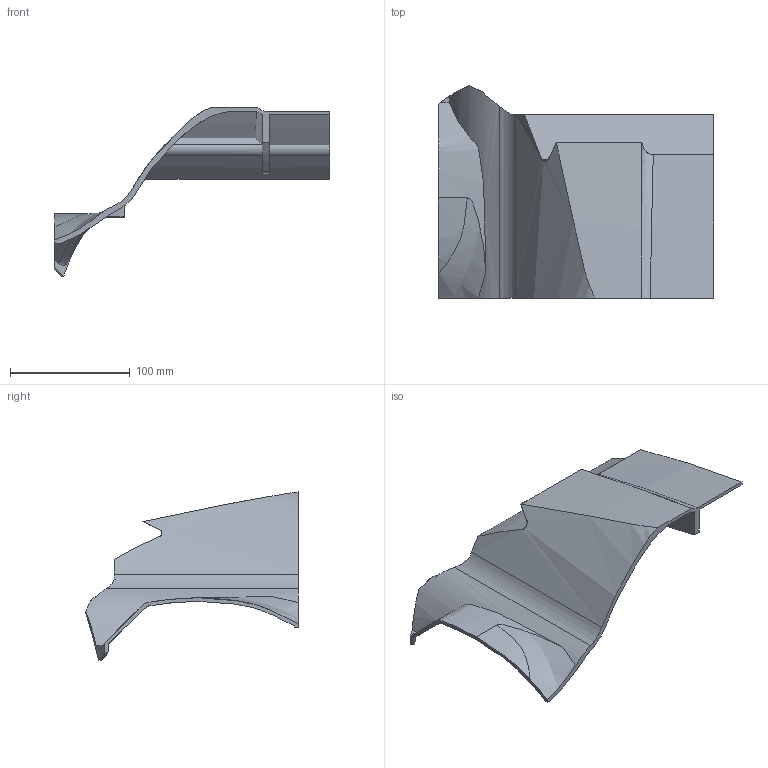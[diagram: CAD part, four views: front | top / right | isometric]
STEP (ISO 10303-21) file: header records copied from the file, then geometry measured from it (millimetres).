
FILE_DESCRIPTION(/* description */ ('Unknown'),/* implementation_level */ '2;1');
FILE_NAME(/* name */ 'Body_hinten_rechts_4row_print',/* time_stamp */ '2024-05-05T16:25:36+02:00',/* author */ ('Unknown'),/* organization */ ('Unknown'),/* preprocessor_version */ 'ST-DEVELOPER v18.104',/* originating_system */ 'Solid Edge',/* authorisation */ 'Unknown');
FILE_SCHEMA (('AUTOMOTIVE_DESIGN {1 0 10303 214 3 1 1}'));
Length unit declared in the file: millimetre
Products named in the file (1): Body_hinten_rechts_4row_print
Bounding box: 230 x 177.59 x 140.61 mm (x, y, z)
Volume: 162445.6 mm3; surface area: 105941.3 mm2
Topology: 1 solids, 2 shells, 124 faces, 328 edges, 214 vertices
Faces by surface type: plane 59, bspline 38, cylinder 25, sphere 2
Full cylindrical faces by diameter (mm): 10.1 x8
Entity records: 4870 total; most frequent: CARTESIAN_POINT 2196, ORIENTED_EDGE 620, DIRECTION 403, EDGE_CURVE 310, VERTEX_POINT 206, EDGE_LOOP 140, FACE_BOUND 140, AXIS2_PLACEMENT_3D 137
